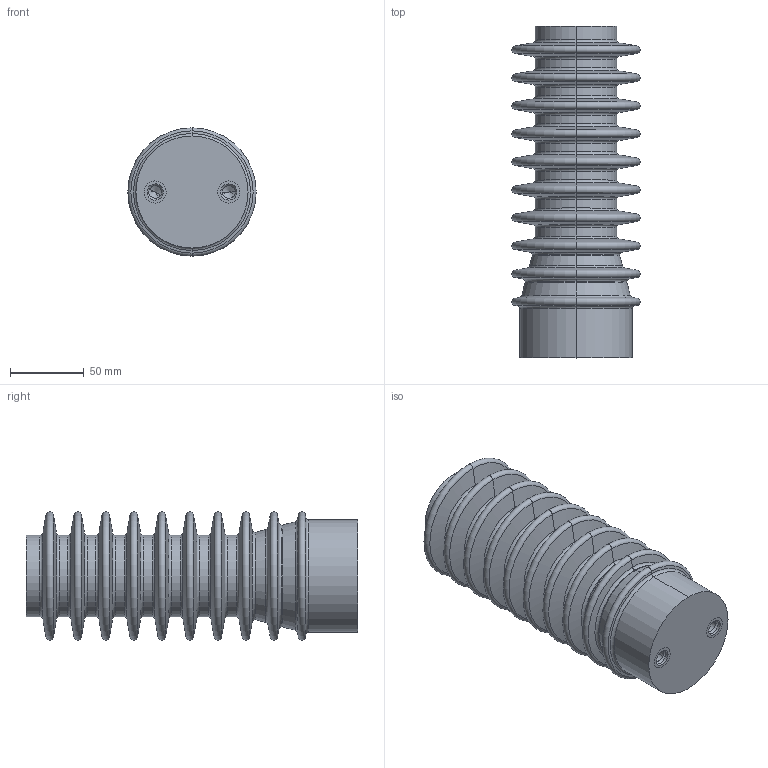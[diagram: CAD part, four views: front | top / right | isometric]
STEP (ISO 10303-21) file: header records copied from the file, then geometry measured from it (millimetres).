
FILE_DESCRIPTION (( 'STEP AP214' ), '1' );
FILE_NAME ('ﾈ-ﾑﾒ-8-125ﾀ-225.STEP', '2024-04-23T10:37:02', ( '' ), ( '' ), 'SwSTEP 2.0', 'SolidWorks 2014', '' );
FILE_SCHEMA (( 'AUTOMOTIVE_DESIGN' ));
Length unit declared in the file: millimetre
Products named in the file (4): Êîðïóñ èçîëÿòîðà^ÂÅÈÓ.686153.007À Èçîëÿòîð îïîðíûé È-ÑÒ-8-125À-225_-00; ﾈ-ﾑﾒ-8-125ﾀ-225; ÂÅÈÓ.758472.042 Ãàéêà ñïåöèàëüíàÿ Ì10; ÂÅÈÓ.758472.040 Ãàéêà ñïåöèàëüíàÿ Ì12
Assembly tree (4 placements, depth 2):
  ﾈ-ﾑﾒ-8-125ﾀ-225
    ÂÅÈÓ.758472.040 Ãàéêà ñïåöèàëüíàÿ Ì12
    ÂÅÈÓ.758472.042 Ãàéêà ñïåöèàëüíàÿ Ì10  x2
    Êîðïóñ èçîëÿòîðà^ÂÅÈÓ.686153.007À Èçîëÿòîð îïîðíûé È-ÑÒ-8-125À-225_-00
Bounding box: 87 x 225 x 87 mm (x, y, z)
Volume: 864643.5 mm3; surface area: 122897.4 mm2
Topology: 4 solids, 4 shells, 265 faces, 528 edges, 271 vertices
Faces by surface type: cone 108, cylinder 82, torus 64, plane 11
Entity records: 6430 total; most frequent: DIRECTION 1290, CARTESIAN_POINT 978, ORIENTED_EDGE 960, AXIS2_PLACEMENT_3D 560, EDGE_CURVE 480, CIRCLE 310, EDGE_LOOP 248, VERTEX_POINT 248
